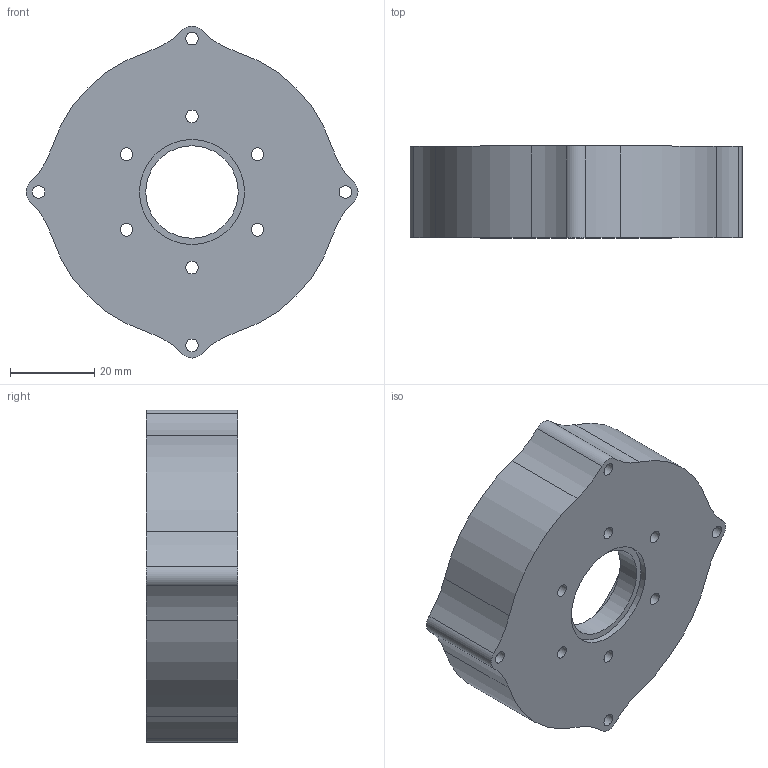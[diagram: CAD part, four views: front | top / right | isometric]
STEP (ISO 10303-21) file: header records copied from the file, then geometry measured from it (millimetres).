
FILE_DESCRIPTION(/* description */ (''),/* implementation_level */ '2;1');
FILE_NAME(/* name */ 'Base.stp',/* time_stamp */ '2018-06-12T20:59:49+02:00',/* author */ ('Leo'),/* organization */ (''),/* preprocessor_version */ 'ST-DEVELOPER v16.13',/* originating_system */ 'Autodesk Inventor 2018',/* authorisation */ '');
FILE_SCHEMA (('AUTOMOTIVE_DESIGN { 1 0 10303 214 3 1 1 }'));
Length unit declared in the file: millimetre
Products named in the file (1): Base 0.1
Bounding box: 79 x 21.8 x 79 mm (x, y, z)
Volume: 45037 mm3; surface area: 17238.8 mm2
Topology: 1 solids, 1 shells, 130 faces, 363 edges, 244 vertices
Faces by surface type: cylinder 119, plane 11
Full cylindrical faces by diameter (mm): 3 x10, 6 x6, 22 x1, 25 x1, 62 x1
Entity records: 4267 total; most frequent: DIRECTION 838, CARTESIAN_POINT 707, ORIENTED_EDGE 676, AXIS2_PLACEMENT_3D 369, EDGE_CURVE 338, CIRCLE 238, VERTEX_POINT 238, EDGE_LOOP 180
